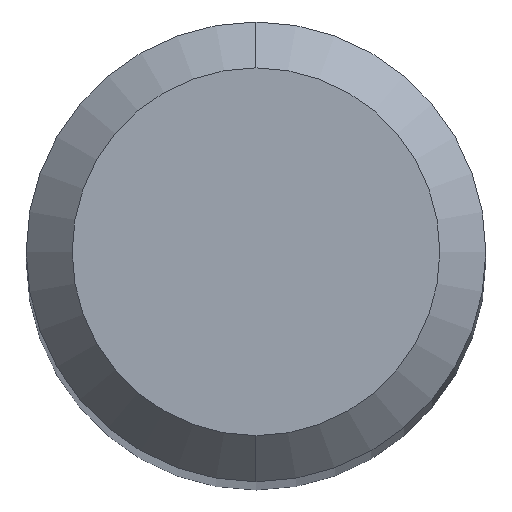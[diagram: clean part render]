
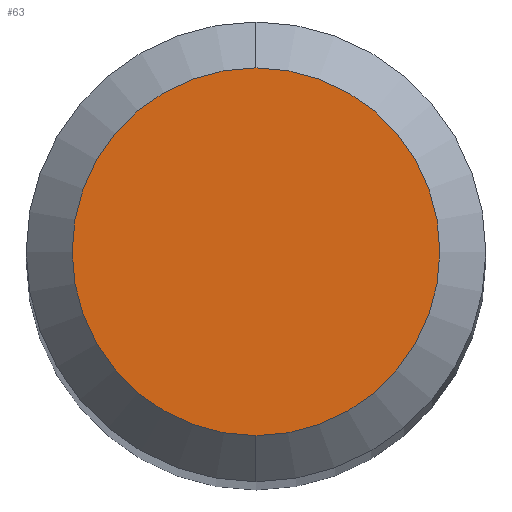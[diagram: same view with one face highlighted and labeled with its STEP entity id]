
A CAD part, top view. The second image highlights one B-rep face of the part: STEP entity #63.
In plain terms, the highlighted planar face has unit normal (0, 0, 1).
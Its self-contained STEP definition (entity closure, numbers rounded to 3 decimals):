
#63=ADVANCED_FACE('',(#138),#139,.T.);
#138=FACE_OUTER_BOUND('',#225,.T.);
#139=PLANE('',#226);
#225=EDGE_LOOP('',(#325,#326));
#226=AXIS2_PLACEMENT_3D('',#327,#328,#329);
#325=ORIENTED_EDGE('',*,*,#475,.F.);
#326=ORIENTED_EDGE('',*,*,#478,.F.);
#327=CARTESIAN_POINT('',(0.,0.8,28.0));
#328=DIRECTION('',(0.,0.0,1.0));
#329=DIRECTION('',(0.0,-1.0,0.0));
#475=EDGE_CURVE('',#565,#567,#568,.T.);
#478=EDGE_CURVE('',#567,#565,#571,.T.);
#565=VERTEX_POINT('',#660);
#567=VERTEX_POINT('',#663);
#568=CIRCLE('',#664,1.6);
#571=CIRCLE('',#668,1.6);
#660=CARTESIAN_POINT('',(0.,1.6,28.0));
#663=CARTESIAN_POINT('',(0.,-1.6,28.0));
#664=AXIS2_PLACEMENT_3D('',#750,#751,#752);
#668=AXIS2_PLACEMENT_3D('',#754,#755,#756);
#750=CARTESIAN_POINT('',(0.,0.0,28.0));
#751=DIRECTION('',(0.,0.0,-1.0));
#752=DIRECTION('',(0.0,1.0,0.0));
#754=CARTESIAN_POINT('',(0.,0.0,28.0));
#755=DIRECTION('',(0.,0.0,-1.0));
#756=DIRECTION('',(0.0,1.0,0.0));
